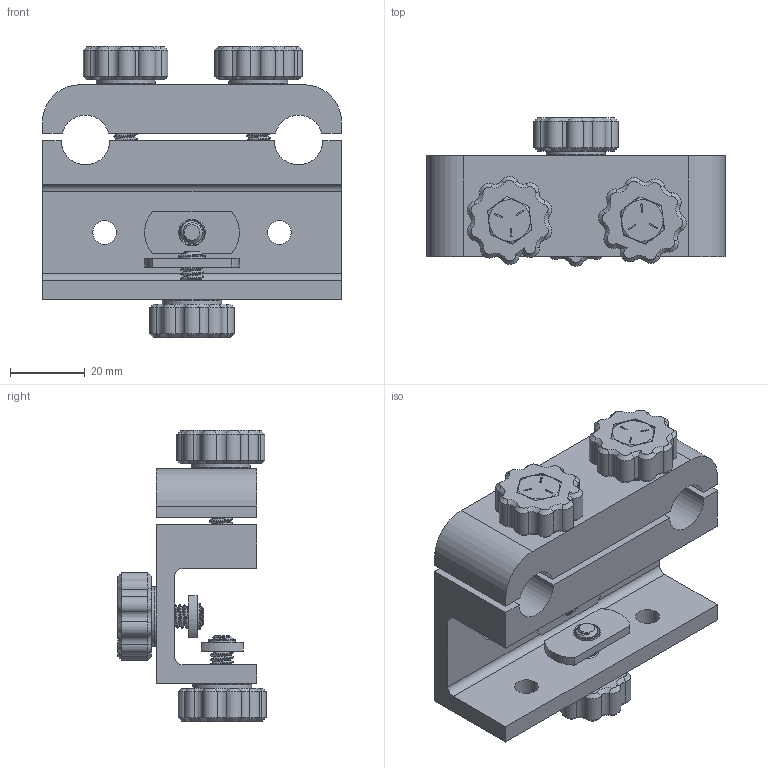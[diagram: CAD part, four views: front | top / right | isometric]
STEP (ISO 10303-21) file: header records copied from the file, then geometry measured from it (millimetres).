
FILE_DESCRIPTION(/* description */ (''),/* implementation_level */ '2;1');
FILE_NAME(/* name */ 'Spinning Machine Slim Clamp v20.step',/* time_stamp */ '2024-06-27T12:02:11-04:00',/* author */ (''),/* organization */ (''),/* preprocessor_version */ 'ST-DEVELOPER v20',/* originating_system */ 'Autodesk Translation Framework v13.14.0.145',/* authorisation */ '');
FILE_SCHEMA (('AUTOMOTIVE_DESIGN { 1 0 10303 214 3 1 1 }'));
Length unit declared in the file: millimetre
Products named in the file (11): Spinning Machine Slim Clamp; Extruded Alu-Clamp; 1/4inch-20 knob v3 (2); 1/4inch-20 knob v3 (3); 92865A544_Medium-Strength Grade 5 Steel Hex Head Screw; 94804A029_Super-Corrosion-Resistant 316 Stainless Steel Hex Nut; 1/4inch-20 knob v3; 47065T905_T-Slotted Framing; 92865A540_Medium-Strength Grade 5 Steel Hex Head Screw; 1/4inch-20 knob v3 (1); 90107A029_316 Stainless Steel Washer
Assembly tree (17 placements, depth 2):
  Spinning Machine Slim Clamp
    Extruded Alu-Clamp
    1/4inch-20 knob v3 (2)
    1/4inch-20 knob v3 (3)
    92865A544_Medium-Strength Grade 5 Steel Hex Head Screw  x2
    94804A029_Super-Corrosion-Resistant 316 Stainless Steel Hex Nut  x2
    92865A540_Medium-Strength Grade 5 Steel Hex Head Screw  x2
    1/4inch-20 knob v3
    90107A029_316 Stainless Steel Washer  x4
    47065T905_T-Slotted Framing  x2
    1/4inch-20 knob v3 (1)
Bounding box: 80.2 x 39.77 x 78.09 mm (x, y, z)
Volume: 82306.9 mm3; surface area: 38866.6 mm2
Topology: 18 solids, 18 shells, 792 faces, 1968 edges, 1240 vertices
Faces by surface type: cylinder 332, cone 230, plane 204, bspline 16, torus 10
Full cylindrical faces by diameter (mm): 4.7 x72, 6.35 x92, 6.6 x2, 6.75 x4, 7.137 x6, 10.557 x4, 15.875 x4
Entity records: 23089 total; most frequent: CARTESIAN_POINT 9843, ORIENTED_EDGE 2768, DIRECTION 2721, EDGE_CURVE 1384, AXIS2_PLACEMENT_3D 1037, VERTEX_POINT 860, LINE 647, VECTOR 647
